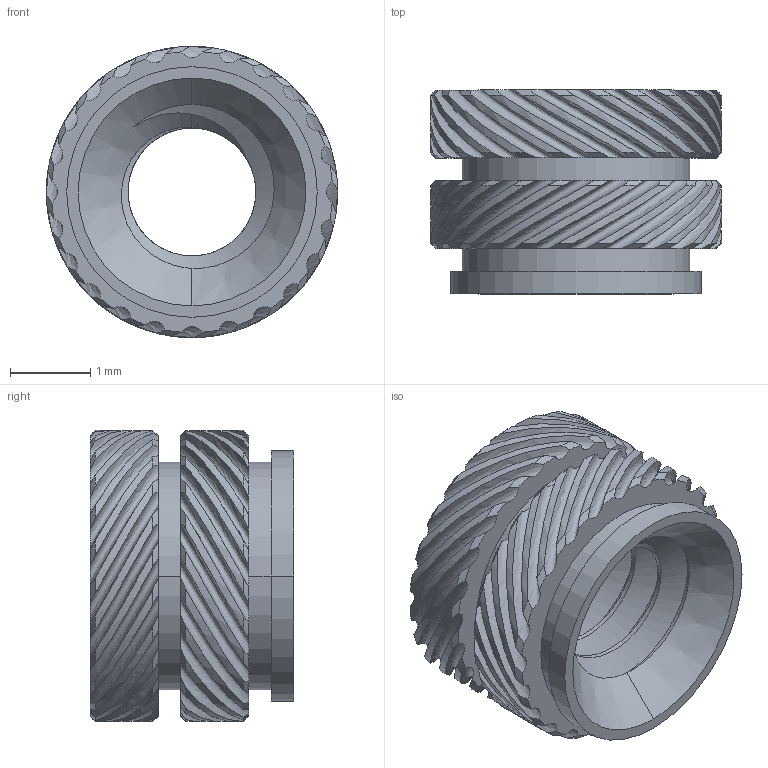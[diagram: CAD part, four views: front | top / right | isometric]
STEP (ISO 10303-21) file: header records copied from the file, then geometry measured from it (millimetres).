
FILE_DESCRIPTION (( 'STEP AP203' ), '1' );
FILE_NAME ('94459A230.STEP', '2018-05-15T13:54:15', ( '' ), ( '' ), 'SwSTEP 2.0', 'SolidWorks 2014', '' );
FILE_SCHEMA (( 'CONFIG_CONTROL_DESIGN' ));
Length unit declared in the file: inch
Products named in the file (1): 94459A230
Bounding box: 3.63 x 2.54 x 3.63 mm (x, y, z)
Volume: 13.2 mm3; surface area: 84.3 mm2
Topology: 1 solids, 1 shells, 227 faces, 663 edges, 442 vertices
Faces by surface type: cone 101, cylinder 69, bspline 51, plane 6
Entity records: 13055 total; most frequent: CARTESIAN_POINT 7827, ORIENTED_EDGE 1326, DIRECTION 897, EDGE_CURVE 663, VERTEX_POINT 442, AXIS2_PLACEMENT_3D 436, CIRCLE 259, EDGE_LOOP 233
